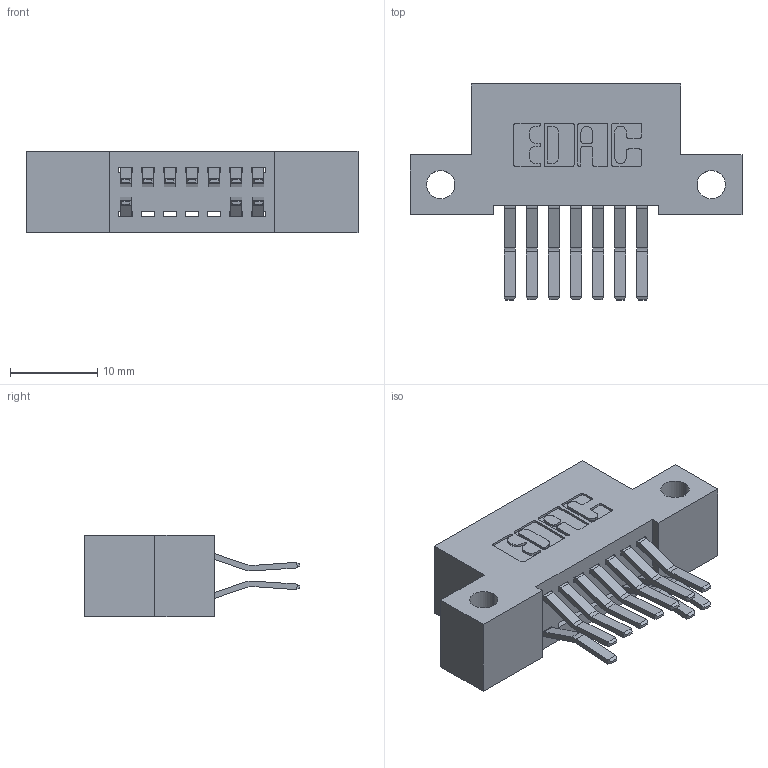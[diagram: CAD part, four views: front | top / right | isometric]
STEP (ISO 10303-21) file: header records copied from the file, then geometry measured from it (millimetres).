
FILE_DESCRIPTION (( 'STEP AP203' ), '1' );
FILE_NAME ('392-014-560-212.STEP', '2018-08-15T00:41:01', ( '' ), ( '' ), 'SwSTEP 2.0', 'SolidWorks 2016', '' );
FILE_SCHEMA (( 'CONFIG_CONTROL_DESIGN' ));
Length unit declared in the file: inch
Products named in the file (3): 342 Part_Side Mount; 345-292-001_560 Tail; 392-014-560-212
Assembly tree (11 placements, depth 2):
  392-014-560-212
    342 Part_Side Mount
    345-292-001_560 Tail  x10
Bounding box: 38.1 x 24.78 x 9.4 mm (x, y, z)
Volume: 3213.3 mm3; surface area: 4166.8 mm2
Topology: 11 solids, 11 shells, 674 faces, 1993 edges, 1314 vertices
Faces by surface type: plane 450, cylinder 224
Entity records: 8861 total; most frequent: CARTESIAN_POINT 1526, ORIENTED_EDGE 1466, DIRECTION 1365, EDGE_CURVE 733, LINE 601, VECTOR 601, VERTEX_POINT 486, AXIS2_PLACEMENT_3D 382
